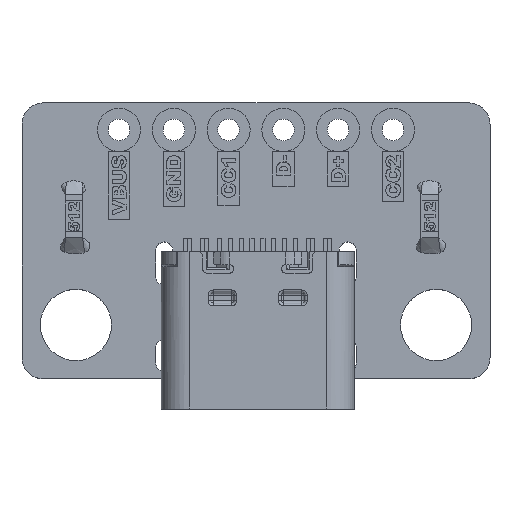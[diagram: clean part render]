
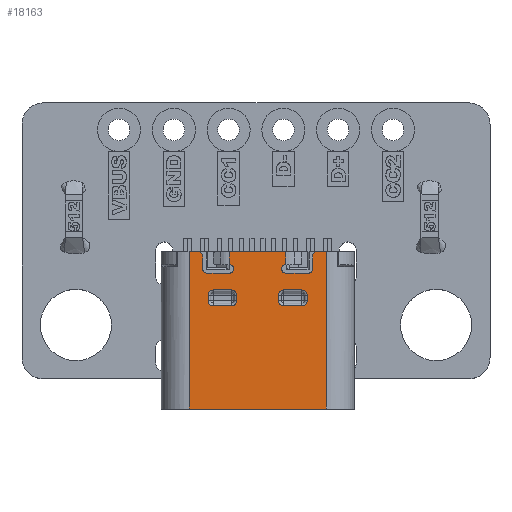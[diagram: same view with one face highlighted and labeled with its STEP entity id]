
A CAD part, top view. The second image highlights one B-rep face of the part: STEP entity #18163.
In plain terms, the highlighted planar face has unit normal (0, 0, 1).
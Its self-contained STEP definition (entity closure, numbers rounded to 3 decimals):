
#881=FACE_BOUND('',#3056,.T.);
#882=FACE_BOUND('',#3057,.T.);
#1333=CIRCLE('',#19439,0.2);
#1334=CIRCLE('',#19440,0.2);
#1335=CIRCLE('',#19441,0.2);
#1336=CIRCLE('',#19442,0.2);
#1337=CIRCLE('',#19443,0.2);
#1338=CIRCLE('',#19444,0.2);
#1339=CIRCLE('',#19445,0.24);
#1340=CIRCLE('',#19446,0.24);
#1341=CIRCLE('',#19447,0.24);
#1342=CIRCLE('',#19448,0.24);
#1343=CIRCLE('',#19449,0.24);
#1344=CIRCLE('',#19450,0.24);
#1345=CIRCLE('',#19451,0.24);
#1346=CIRCLE('',#19452,0.24);
#1998=FACE_OUTER_BOUND('',#3055,.T.);
#3055=EDGE_LOOP('',(#13449,#13450,#13451,#13452,#13453,#13454,#13455,#13456,
#13457,#13458,#13459,#13460,#13461,#13462,#13463,#13464,#13465,#13466));
#3056=EDGE_LOOP('',(#13467,#13468,#13469,#13470,#13471,#13472,#13473,#13474));
#3057=EDGE_LOOP('',(#13475,#13476,#13477,#13478,#13479,#13480,#13481,#13482));
#4501=LINE('',#25939,#6257);
#4580=LINE('',#26233,#6336);
#4582=LINE('',#26243,#6338);
#4583=LINE('',#26245,#6339);
#4584=LINE('',#26247,#6340);
#4585=LINE('',#26251,#6341);
#4586=LINE('',#26255,#6342);
#4587=LINE('',#26259,#6343);
#4588=LINE('',#26261,#6344);
#4589=LINE('',#26263,#6345);
#4590=LINE('',#26267,#6346);
#4591=LINE('',#26270,#6347);
#4592=LINE('',#26273,#6348);
#4593=LINE('',#26277,#6349);
#4594=LINE('',#26281,#6350);
#4595=LINE('',#26285,#6351);
#4596=LINE('',#26289,#6352);
#4597=LINE('',#26293,#6353);
#4598=LINE('',#26297,#6354);
#4599=LINE('',#26301,#6355);
#6257=VECTOR('',#21563,1.);
#6336=VECTOR('',#21828,1.);
#6338=VECTOR('',#21838,1.);
#6339=VECTOR('',#21839,1.);
#6340=VECTOR('',#21840,1.);
#6341=VECTOR('',#21843,1.);
#6342=VECTOR('',#21846,1.);
#6343=VECTOR('',#21849,1.);
#6344=VECTOR('',#21850,1.);
#6345=VECTOR('',#21851,1.);
#6346=VECTOR('',#21854,1.);
#6347=VECTOR('',#21857,1.);
#6348=VECTOR('',#21858,1.);
#6349=VECTOR('',#21861,1.);
#6350=VECTOR('',#21864,1.);
#6351=VECTOR('',#21867,1.);
#6352=VECTOR('',#21870,1.);
#6353=VECTOR('',#21873,1.);
#6354=VECTOR('',#21876,1.);
#6355=VECTOR('',#21879,1.);
#7838=VERTEX_POINT('',#25936);
#7839=VERTEX_POINT('',#25938);
#7953=VERTEX_POINT('',#26232);
#7956=VERTEX_POINT('',#26240);
#7957=VERTEX_POINT('',#26241);
#7958=VERTEX_POINT('',#26244);
#7959=VERTEX_POINT('',#26246);
#7960=VERTEX_POINT('',#26248);
#7961=VERTEX_POINT('',#26250);
#7962=VERTEX_POINT('',#26252);
#7963=VERTEX_POINT('',#26254);
#7964=VERTEX_POINT('',#26256);
#7965=VERTEX_POINT('',#26258);
#7966=VERTEX_POINT('',#26260);
#7967=VERTEX_POINT('',#26262);
#7968=VERTEX_POINT('',#26264);
#7969=VERTEX_POINT('',#26266);
#7970=VERTEX_POINT('',#26268);
#7971=VERTEX_POINT('',#26271);
#7972=VERTEX_POINT('',#26272);
#7973=VERTEX_POINT('',#26274);
#7974=VERTEX_POINT('',#26276);
#7975=VERTEX_POINT('',#26278);
#7976=VERTEX_POINT('',#26280);
#7977=VERTEX_POINT('',#26282);
#7978=VERTEX_POINT('',#26284);
#7979=VERTEX_POINT('',#26287);
#7980=VERTEX_POINT('',#26288);
#7981=VERTEX_POINT('',#26290);
#7982=VERTEX_POINT('',#26292);
#7983=VERTEX_POINT('',#26294);
#7984=VERTEX_POINT('',#26296);
#7985=VERTEX_POINT('',#26298);
#7986=VERTEX_POINT('',#26300);
#9833=EDGE_CURVE('',#7839,#7838,#4501,.T.);
#9978=EDGE_CURVE('',#7953,#7839,#4580,.T.);
#9982=EDGE_CURVE('',#7956,#7957,#1333,.T.);
#9983=EDGE_CURVE('',#7957,#7953,#4582,.T.);
#9984=EDGE_CURVE('',#7838,#7958,#4583,.T.);
#9985=EDGE_CURVE('',#7958,#7959,#4584,.T.);
#9986=EDGE_CURVE('',#7959,#7960,#1334,.T.);
#9987=EDGE_CURVE('',#7960,#7961,#4585,.T.);
#9988=EDGE_CURVE('',#7962,#7961,#1335,.T.);
#9989=EDGE_CURVE('',#7962,#7963,#4586,.T.);
#9990=EDGE_CURVE('',#7964,#7963,#1336,.T.);
#9991=EDGE_CURVE('',#7964,#7965,#4587,.T.);
#9992=EDGE_CURVE('',#7965,#7966,#4588,.T.);
#9993=EDGE_CURVE('',#7967,#7966,#4589,.T.);
#9994=EDGE_CURVE('',#7968,#7967,#1337,.T.);
#9995=EDGE_CURVE('',#7969,#7968,#4590,.T.);
#9996=EDGE_CURVE('',#7970,#7969,#1338,.T.);
#9997=EDGE_CURVE('',#7956,#7970,#4591,.T.);
#9998=EDGE_CURVE('',#7971,#7972,#4592,.T.);
#9999=EDGE_CURVE('',#7972,#7973,#1339,.T.);
#10000=EDGE_CURVE('',#7973,#7974,#4593,.T.);
#10001=EDGE_CURVE('',#7974,#7975,#1340,.T.);
#10002=EDGE_CURVE('',#7975,#7976,#4594,.T.);
#10003=EDGE_CURVE('',#7976,#7977,#1341,.T.);
#10004=EDGE_CURVE('',#7977,#7978,#4595,.T.);
#10005=EDGE_CURVE('',#7971,#7978,#1342,.T.);
#10006=EDGE_CURVE('',#7979,#7980,#4596,.T.);
#10007=EDGE_CURVE('',#7980,#7981,#1343,.T.);
#10008=EDGE_CURVE('',#7981,#7982,#4597,.T.);
#10009=EDGE_CURVE('',#7982,#7983,#1344,.T.);
#10010=EDGE_CURVE('',#7983,#7984,#4598,.T.);
#10011=EDGE_CURVE('',#7984,#7985,#1345,.T.);
#10012=EDGE_CURVE('',#7985,#7986,#4599,.T.);
#10013=EDGE_CURVE('',#7979,#7986,#1346,.T.);
#13449=ORIENTED_EDGE('',*,*,#9982,.T.);
#13450=ORIENTED_EDGE('',*,*,#9983,.T.);
#13451=ORIENTED_EDGE('',*,*,#9978,.T.);
#13452=ORIENTED_EDGE('',*,*,#9833,.T.);
#13453=ORIENTED_EDGE('',*,*,#9984,.T.);
#13454=ORIENTED_EDGE('',*,*,#9985,.T.);
#13455=ORIENTED_EDGE('',*,*,#9986,.T.);
#13456=ORIENTED_EDGE('',*,*,#9987,.T.);
#13457=ORIENTED_EDGE('',*,*,#9988,.F.);
#13458=ORIENTED_EDGE('',*,*,#9989,.T.);
#13459=ORIENTED_EDGE('',*,*,#9990,.F.);
#13460=ORIENTED_EDGE('',*,*,#9991,.T.);
#13461=ORIENTED_EDGE('',*,*,#9992,.T.);
#13462=ORIENTED_EDGE('',*,*,#9993,.F.);
#13463=ORIENTED_EDGE('',*,*,#9994,.F.);
#13464=ORIENTED_EDGE('',*,*,#9995,.F.);
#13465=ORIENTED_EDGE('',*,*,#9996,.F.);
#13466=ORIENTED_EDGE('',*,*,#9997,.F.);
#13467=ORIENTED_EDGE('',*,*,#9998,.T.);
#13468=ORIENTED_EDGE('',*,*,#9999,.T.);
#13469=ORIENTED_EDGE('',*,*,#10000,.T.);
#13470=ORIENTED_EDGE('',*,*,#10001,.T.);
#13471=ORIENTED_EDGE('',*,*,#10002,.T.);
#13472=ORIENTED_EDGE('',*,*,#10003,.T.);
#13473=ORIENTED_EDGE('',*,*,#10004,.T.);
#13474=ORIENTED_EDGE('',*,*,#10005,.F.);
#13475=ORIENTED_EDGE('',*,*,#10006,.T.);
#13476=ORIENTED_EDGE('',*,*,#10007,.T.);
#13477=ORIENTED_EDGE('',*,*,#10008,.T.);
#13478=ORIENTED_EDGE('',*,*,#10009,.T.);
#13479=ORIENTED_EDGE('',*,*,#10010,.T.);
#13480=ORIENTED_EDGE('',*,*,#10011,.T.);
#13481=ORIENTED_EDGE('',*,*,#10012,.T.);
#13482=ORIENTED_EDGE('',*,*,#10013,.F.);
#17588=PLANE('',#19438);
#18163=ADVANCED_FACE('',(#1998,#881,#882),#17588,.T.);
#19438=AXIS2_PLACEMENT_3D('',#26239,#21834,#21835);
#19439=AXIS2_PLACEMENT_3D('',#26242,#21836,#21837);
#19440=AXIS2_PLACEMENT_3D('',#26249,#21841,#21842);
#19441=AXIS2_PLACEMENT_3D('',#26253,#21844,#21845);
#19442=AXIS2_PLACEMENT_3D('',#26257,#21847,#21848);
#19443=AXIS2_PLACEMENT_3D('',#26265,#21852,#21853);
#19444=AXIS2_PLACEMENT_3D('',#26269,#21855,#21856);
#19445=AXIS2_PLACEMENT_3D('',#26275,#21859,#21860);
#19446=AXIS2_PLACEMENT_3D('',#26279,#21862,#21863);
#19447=AXIS2_PLACEMENT_3D('',#26283,#21865,#21866);
#19448=AXIS2_PLACEMENT_3D('',#26286,#21868,#21869);
#19449=AXIS2_PLACEMENT_3D('',#26291,#21871,#21872);
#19450=AXIS2_PLACEMENT_3D('',#26295,#21874,#21875);
#19451=AXIS2_PLACEMENT_3D('',#26299,#21877,#21878);
#19452=AXIS2_PLACEMENT_3D('',#26302,#21880,#21881);
#21563=DIRECTION('',(1.,0.,0.));
#21828=DIRECTION('',(0.,-1.,0.));
#21834=DIRECTION('center_axis',(0.,0.,1.));
#21835=DIRECTION('ref_axis',(1.,0.,0.));
#21836=DIRECTION('center_axis',(0.,0.,1.));
#21837=DIRECTION('ref_axis',(1.,0.,0.));
#21838=DIRECTION('',(-1.,0.,0.));
#21839=DIRECTION('',(0.,1.,0.));
#21840=DIRECTION('',(-1.,0.,0.));
#21841=DIRECTION('center_axis',(0.,0.,1.));
#21842=DIRECTION('ref_axis',(1.,0.,0.));
#21843=DIRECTION('',(0.,-1.,0.));
#21844=DIRECTION('center_axis',(0.,0.,1.));
#21845=DIRECTION('ref_axis',(1.,0.,0.));
#21846=DIRECTION('',(-1.,0.,0.));
#21847=DIRECTION('center_axis',(0.,0.,1.));
#21848=DIRECTION('ref_axis',(1.,0.,0.));
#21849=DIRECTION('',(0.,1.,0.));
#21850=DIRECTION('',(-1.,0.,0.));
#21851=DIRECTION('',(0.,1.,0.));
#21852=DIRECTION('center_axis',(0.,0.,1.));
#21853=DIRECTION('ref_axis',(1.,0.,0.));
#21854=DIRECTION('',(1.,0.,0.));
#21855=DIRECTION('center_axis',(0.,0.,1.));
#21856=DIRECTION('ref_axis',(1.,0.,0.));
#21857=DIRECTION('',(0.,-1.,0.));
#21858=DIRECTION('',(0.,1.,0.));
#21859=DIRECTION('center_axis',(0.,0.,-1.));
#21860=DIRECTION('ref_axis',(-1.,0.,0.));
#21861=DIRECTION('',(1.,0.,0.));
#21862=DIRECTION('center_axis',(0.,0.,-1.));
#21863=DIRECTION('ref_axis',(0.,1.,0.));
#21864=DIRECTION('',(0.,-1.,0.));
#21865=DIRECTION('center_axis',(0.,0.,-1.));
#21866=DIRECTION('ref_axis',(1.,0.,0.));
#21867=DIRECTION('',(-1.,0.,0.));
#21868=DIRECTION('center_axis',(0.,0.,1.));
#21869=DIRECTION('ref_axis',(-1.,0.,0.));
#21870=DIRECTION('',(1.,0.,0.));
#21871=DIRECTION('center_axis',(0.,0.,-1.));
#21872=DIRECTION('ref_axis',(0.,1.,0.));
#21873=DIRECTION('',(0.,-1.,0.));
#21874=DIRECTION('center_axis',(0.,0.,-1.));
#21875=DIRECTION('ref_axis',(1.,0.,0.));
#21876=DIRECTION('',(-1.,0.,0.));
#21877=DIRECTION('center_axis',(0.,0.,-1.));
#21878=DIRECTION('ref_axis',(0.,-1.,0.));
#21879=DIRECTION('',(0.,1.,0.));
#21880=DIRECTION('center_axis',(0.,0.,1.));
#21881=DIRECTION('ref_axis',(0.,1.,0.));
#25936=CARTESIAN_POINT('',(7.65,0.,3.16));
#25938=CARTESIAN_POINT('',(1.3,0.,3.16));
#25939=CARTESIAN_POINT('',(1.3,0.,3.16));
#26232=CARTESIAN_POINT('',(1.3,7.3,3.16));
#26233=CARTESIAN_POINT('',(1.3,7.3,3.16));
#26239=CARTESIAN_POINT('Origin',(4.475,3.973,3.16));
#26240=CARTESIAN_POINT('',(1.92,7.1,3.16));
#26241=CARTESIAN_POINT('',(1.72,7.3,3.16));
#26242=CARTESIAN_POINT('Origin',(1.72,7.1,3.16));
#26243=CARTESIAN_POINT('',(1.72,7.3,3.16));
#26244=CARTESIAN_POINT('',(7.65,7.3,3.16));
#26245=CARTESIAN_POINT('',(7.65,0.,3.16));
#26246=CARTESIAN_POINT('',(7.23,7.3,3.16));
#26247=CARTESIAN_POINT('',(7.65,7.3,3.16));
#26248=CARTESIAN_POINT('',(7.03,7.1,3.16));
#26249=CARTESIAN_POINT('Origin',(7.23,7.1,3.16));
#26250=CARTESIAN_POINT('',(7.03,6.5,3.16));
#26251=CARTESIAN_POINT('',(7.03,7.1,3.16));
#26252=CARTESIAN_POINT('',(6.83,6.3,3.16));
#26253=CARTESIAN_POINT('Origin',(6.83,6.5,3.16));
#26254=CARTESIAN_POINT('',(5.78,6.3,3.16));
#26255=CARTESIAN_POINT('',(6.83,6.3,3.16));
#26256=CARTESIAN_POINT('',(5.78,6.7,3.16));
#26257=CARTESIAN_POINT('Origin',(5.78,6.5,3.16));
#26258=CARTESIAN_POINT('',(5.78,7.3,3.16));
#26259=CARTESIAN_POINT('',(5.78,6.7,3.16));
#26260=CARTESIAN_POINT('',(3.17,7.3,3.16));
#26261=CARTESIAN_POINT('',(5.78,7.3,3.16));
#26262=CARTESIAN_POINT('',(3.17,6.7,3.16));
#26263=CARTESIAN_POINT('',(3.17,6.7,3.16));
#26264=CARTESIAN_POINT('',(3.17,6.3,3.16));
#26265=CARTESIAN_POINT('Origin',(3.17,6.5,3.16));
#26266=CARTESIAN_POINT('',(2.12,6.3,3.16));
#26267=CARTESIAN_POINT('',(2.12,6.3,3.16));
#26268=CARTESIAN_POINT('',(1.92,6.5,3.16));
#26269=CARTESIAN_POINT('Origin',(2.12,6.5,3.16));
#26270=CARTESIAN_POINT('',(1.92,7.1,3.16));
#26271=CARTESIAN_POINT('',(5.45,5.02,3.16));
#26272=CARTESIAN_POINT('',(5.45,5.28,3.16));
#26273=CARTESIAN_POINT('',(5.45,4.9,3.16));
#26274=CARTESIAN_POINT('',(5.69,5.52,3.16));
#26275=CARTESIAN_POINT('Origin',(5.69,5.28,3.16));
#26276=CARTESIAN_POINT('',(6.53,5.52,3.16));
#26277=CARTESIAN_POINT('',(5.57,5.52,3.16));
#26278=CARTESIAN_POINT('',(6.77,5.28,3.16));
#26279=CARTESIAN_POINT('Origin',(6.53,5.28,3.16));
#26280=CARTESIAN_POINT('',(6.77,5.02,3.16));
#26281=CARTESIAN_POINT('',(6.77,5.4,3.16));
#26282=CARTESIAN_POINT('',(6.53,4.78,3.16));
#26283=CARTESIAN_POINT('Origin',(6.53,5.02,3.16));
#26284=CARTESIAN_POINT('',(5.69,4.78,3.16));
#26285=CARTESIAN_POINT('',(6.65,4.78,3.16));
#26286=CARTESIAN_POINT('Origin',(5.69,5.02,3.16));
#26287=CARTESIAN_POINT('',(2.42,5.52,3.16));
#26288=CARTESIAN_POINT('',(3.26,5.52,3.16));
#26289=CARTESIAN_POINT('',(2.3,5.52,3.16));
#26290=CARTESIAN_POINT('',(3.5,5.28,3.16));
#26291=CARTESIAN_POINT('Origin',(3.26,5.28,3.16));
#26292=CARTESIAN_POINT('',(3.5,5.02,3.16));
#26293=CARTESIAN_POINT('',(3.5,5.4,3.16));
#26294=CARTESIAN_POINT('',(3.26,4.78,3.16));
#26295=CARTESIAN_POINT('Origin',(3.26,5.02,3.16));
#26296=CARTESIAN_POINT('',(2.42,4.78,3.16));
#26297=CARTESIAN_POINT('',(3.38,4.78,3.16));
#26298=CARTESIAN_POINT('',(2.18,5.02,3.16));
#26299=CARTESIAN_POINT('Origin',(2.42,5.02,3.16));
#26300=CARTESIAN_POINT('',(2.18,5.28,3.16));
#26301=CARTESIAN_POINT('',(2.18,4.9,3.16));
#26302=CARTESIAN_POINT('Origin',(2.42,5.28,3.16));
